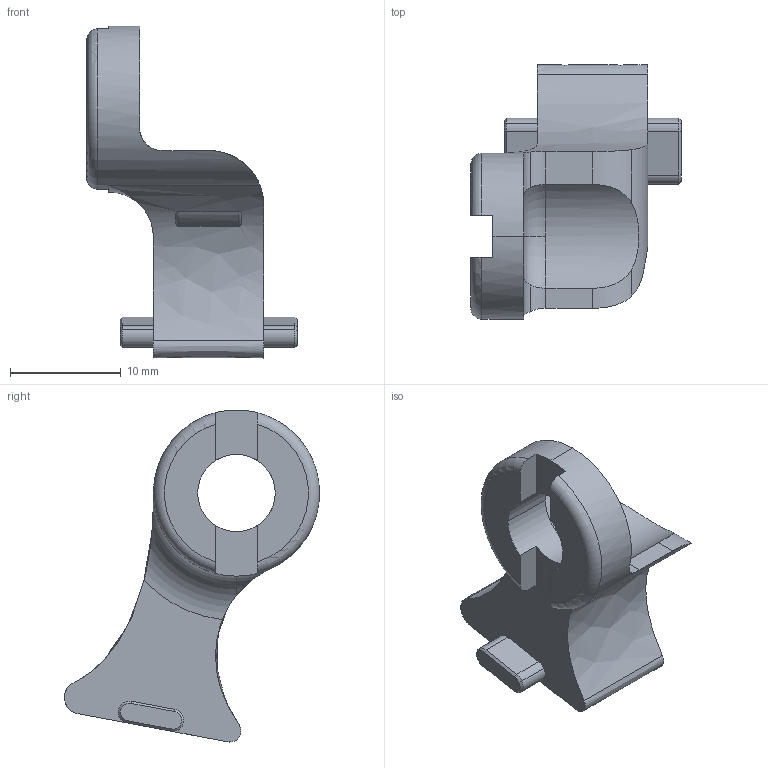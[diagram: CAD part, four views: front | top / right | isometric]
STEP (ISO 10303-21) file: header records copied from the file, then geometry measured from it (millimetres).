
FILE_DESCRIPTION(('STEP AP214'),'1');
FILE_NAME('.stp','2022-05-22T12:57:40',(' '),(' '),'Spatial InterOp 3D',' ',' ');
FILE_SCHEMA(('AUTOMOTIVE_DESIGN { 1 0 10303 214 1 1 1 1 }'));
Length unit declared in the file: metre
Products named in the file (2): 颈部
Assembly tree (1 placements, depth 2):
  颈部
    颈部
Bounding box: 19 x 23.03 x 29.98 mm (x, y, z)
Volume: 2391.6 mm3; surface area: 1910.3 mm2
Topology: 1 solids, 1 shells, 73 faces, 197 edges, 126 vertices
Faces by surface type: plane 27, cylinder 22, bspline 10, cone 8, torus 6
Entity records: 3207 total; most frequent: CARTESIAN_POINT 1391, ORIENTED_EDGE 394, DIRECTION 336, EDGE_CURVE 197, VERTEX_POINT 126, AXIS2_PLACEMENT_3D 122, LINE 92, VECTOR 92
